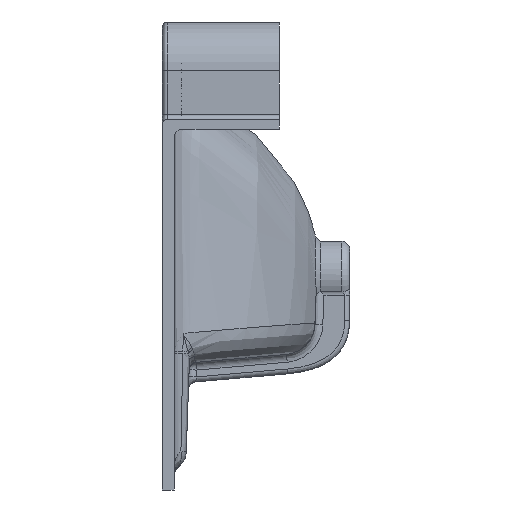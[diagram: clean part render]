
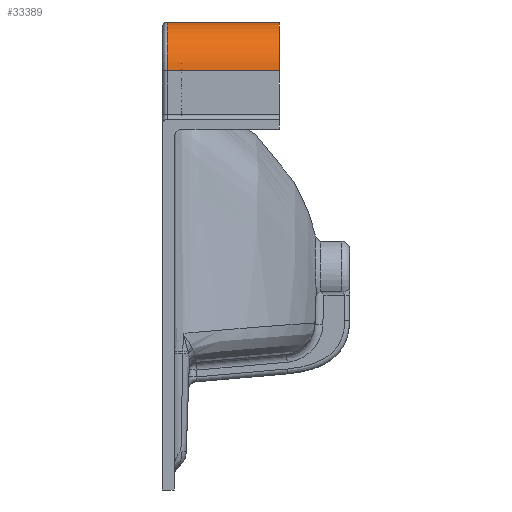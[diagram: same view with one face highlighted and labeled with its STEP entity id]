
A CAD part, left-side view. The second image highlights one B-rep face of the part: STEP entity #33389.
In plain terms, the highlighted cylindrical face has radius 50 mm (diameter 100 mm), a partial arc.
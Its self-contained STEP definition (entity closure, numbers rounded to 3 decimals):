
#1154 = CARTESIAN_POINT ( 'NONE',  ( -225., 0., 210. ) ) ;
#1339 = ORIENTED_EDGE ( 'NONE', *, *, #29274, .F. ) ;
#2977 = VERTEX_POINT ( 'NONE', #35226 ) ;
#3599 = VECTOR ( 'NONE', #32243, 1000. ) ;
#4026 = ORIENTED_EDGE ( 'NONE', *, *, #6992, .T. ) ;
#4401 = CARTESIAN_POINT ( 'NONE',  ( -225., -120., 210. ) ) ;
#5576 = CIRCLE ( 'NONE', #28736, 50. ) ;
#6959 = LINE ( 'NONE', #19602, #3599 ) ;
#6992 = EDGE_CURVE ( 'NONE', #33001, #2977, #26263, .T. ) ;
#8407 = CARTESIAN_POINT ( 'NONE',  ( -225., -5., 210. ) ) ;
#9521 = AXIS2_PLACEMENT_3D ( 'NONE', #1154, #13809, #26442 ) ;
#10511 = CARTESIAN_POINT ( 'NONE',  ( -225., 0., 260. ) ) ;
#13809 = DIRECTION ( 'NONE',  ( 0., 1., 0. ) ) ;
#16917 = FACE_OUTER_BOUND ( 'NONE', #34335, .T. ) ;
#17056 = DIRECTION ( 'NONE',  ( 0., 1., 0. ) ) ;
#18576 = AXIS2_PLACEMENT_3D ( 'NONE', #4401, #17056, #29697 ) ;
#19602 = CARTESIAN_POINT ( 'NONE',  ( -275., 0., 210. ) ) ;
#21050 = DIRECTION ( 'NONE',  ( 0., -1., 0. ) ) ;
#21382 = VECTOR ( 'NONE', #35789, 1000. ) ;
#24045 = ORIENTED_EDGE ( 'NONE', *, *, #34139, .T. ) ;
#24947 = ORIENTED_EDGE ( 'NONE', *, *, #26789, .T. ) ;
#26263 = LINE ( 'NONE', #10511, #21382 ) ;
#26442 = DIRECTION ( 'NONE',  ( 0., 0., 1. ) ) ;
#26789 = EDGE_CURVE ( 'NONE', #27942, #33001, #36437, .T. ) ;
#27875 = CARTESIAN_POINT ( 'NONE',  ( -275., -5., 210. ) ) ;
#27942 = VERTEX_POINT ( 'NONE', #32657 ) ;
#28736 = AXIS2_PLACEMENT_3D ( 'NONE', #8407, #21050, #33699 ) ;
#29274 = EDGE_CURVE ( 'NONE', #27942, #34533, #6959, .T. ) ;
#29557 = CYLINDRICAL_SURFACE ( 'NONE', #9521, 50. ) ;
#29697 = DIRECTION ( 'NONE',  ( 0., 0., -1. ) ) ;
#32243 = DIRECTION ( 'NONE',  ( 0., 1., 0. ) ) ;
#32457 = CARTESIAN_POINT ( 'NONE',  ( -225., -120., 260. ) ) ;
#32657 = CARTESIAN_POINT ( 'NONE',  ( -275., -120., 210. ) ) ;
#33001 = VERTEX_POINT ( 'NONE', #32457 ) ;
#33389 = ADVANCED_FACE ( 'NONE', ( #16917 ), #29557, .T. ) ;
#33699 = DIRECTION ( 'NONE',  ( 0., 0., 1. ) ) ;
#34139 = EDGE_CURVE ( 'NONE', #2977, #34533, #5576, .T. ) ;
#34335 = EDGE_LOOP ( 'NONE', ( #4026, #24045, #1339, #24947 ) ) ;
#34533 = VERTEX_POINT ( 'NONE', #27875 ) ;
#35226 = CARTESIAN_POINT ( 'NONE',  ( -225., -5., 260. ) ) ;
#35789 = DIRECTION ( 'NONE',  ( 0., 1., 0. ) ) ;
#36437 = CIRCLE ( 'NONE', #18576, 50. ) ;
